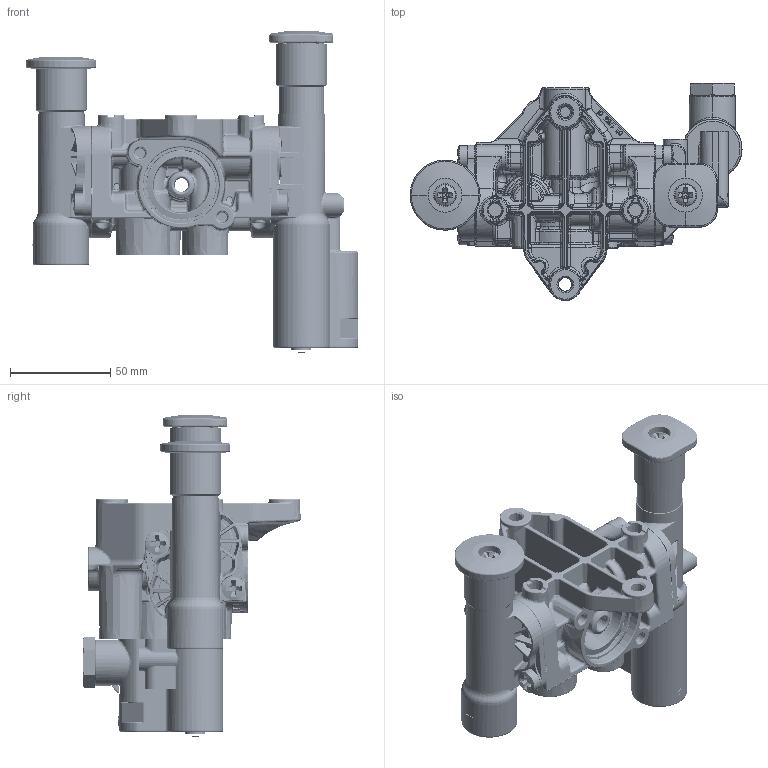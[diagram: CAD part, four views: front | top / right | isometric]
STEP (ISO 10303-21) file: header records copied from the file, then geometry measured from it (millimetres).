
FILE_DESCRIPTION((''),'2;1');
FILE_NAME('352075011_SW','2012-05-21T',('engelg'),(''),'PRO/ENGINEER BY PARAMETRIC TECHNOLOGY CORPORATION, 2010230','PRO/ENGINEER BY PARAMETRIC TECHNOLOGY CORPORATION, 2010230','');
FILE_SCHEMA(('AUTOMOTIVE_DESIGN_CC2 { 1 2 10303 214 -1 1 5 2 }'));
Products named in the file (1): 352075011_SW
Bounding box: 165.75 x 108.64 x 160.3 mm (x, y, z)
Surface area: 136130.1 mm2 (no closed solid volume)
Topology: 0 solids, 109 shells, 3090 faces, 11550 edges, 8265 vertices
Faces by surface type: cylinder 852, bspline 834, plane 526, torus 427, cone 259, sphere 192
Entity records: 200084 total; most frequent: CARTESIAN_POINT 91387, ORIENTED_EDGE 17672, DIRECTION 16225, EDGE_CURVE 11516, VERTEX_POINT 8261, AXIS2_PLACEMENT_3D 6498, CIRCLE 4242, B_SPLINE_CURVE_WITH_KNOTS 4045
